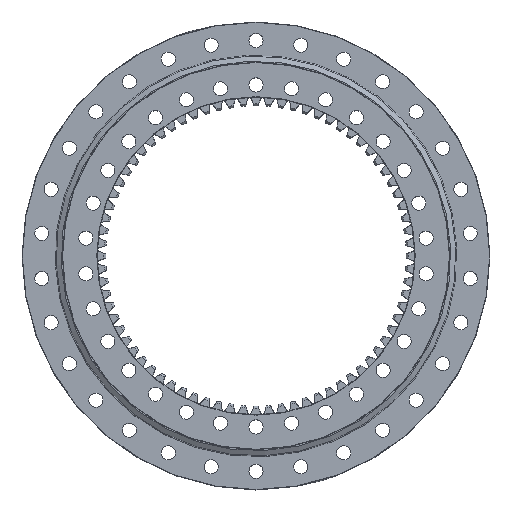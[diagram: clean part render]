
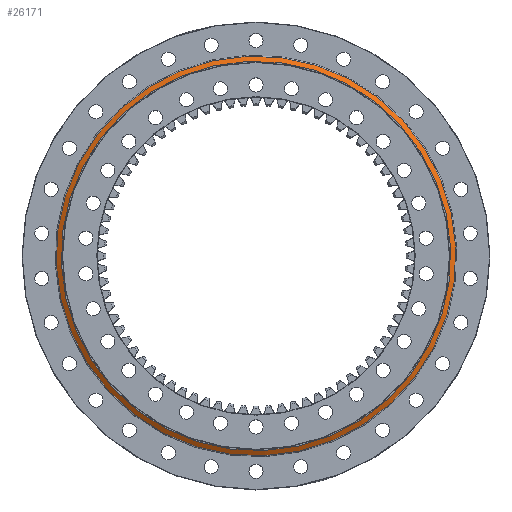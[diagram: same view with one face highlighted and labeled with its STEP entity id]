
A CAD part, top view. The second image highlights one B-rep face of the part: STEP entity #26171.
In plain terms, the highlighted conical face has half-angle 58.57 degrees and reference radius 289.25 mm.
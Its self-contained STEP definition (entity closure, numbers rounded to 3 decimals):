
#1129 = EDGE_CURVE ( 'NONE', #22145, #22145, #31841, .T. ) ;
#2503 = CARTESIAN_POINT ( 'NONE',  ( 282.25, -2.61, 0. ) ) ;
#3963 = DIRECTION ( 'NONE',  ( 0., 0., -1. ) ) ;
#4169 = AXIS2_PLACEMENT_3D ( 'NONE', #2503, #17077, #14677 ) ;
#6324 = CARTESIAN_POINT ( 'NONE',  ( 282.25, 2., 0. ) ) ;
#7726 = VERTEX_POINT ( 'NONE', #31124 ) ;
#10029 = CONICAL_SURFACE ( 'NONE', #31473, 289.25, 1.022 ) ;
#10606 = DIRECTION ( 'NONE',  ( 0., -1., 0. ) ) ;
#11989 = FACE_OUTER_BOUND ( 'NONE', #18783, .T. ) ;
#13806 = AXIS2_PLACEMENT_3D ( 'NONE', #17912, #10606, #22960 ) ;
#14450 = ORIENTED_EDGE ( 'NONE', *, *, #17053, .F. ) ;
#14677 = DIRECTION ( 'NONE',  ( 0., 0., -1. ) ) ;
#14892 = CARTESIAN_POINT ( 'NONE',  ( 282.25, 2., -289.25 ) ) ;
#17053 = EDGE_CURVE ( 'NONE', #7726, #7726, #19914, .T. ) ;
#17077 = DIRECTION ( 'NONE',  ( 0., -1., 0. ) ) ;
#17675 = ORIENTED_EDGE ( 'NONE', *, *, #1129, .T. ) ;
#17912 = CARTESIAN_POINT ( 'NONE',  ( 282.25, 2., 0. ) ) ;
#18783 = EDGE_LOOP ( 'NONE', ( #14450 ) ) ;
#19914 = CIRCLE ( 'NONE', #4169, 296.794 ) ;
#22145 = VERTEX_POINT ( 'NONE', #14892 ) ;
#22960 = DIRECTION ( 'NONE',  ( 0., 0., -1. ) ) ;
#23803 = DIRECTION ( 'NONE',  ( 0., -1., 0. ) ) ;
#25771 = EDGE_LOOP ( 'NONE', ( #17675 ) ) ;
#26171 = ADVANCED_FACE ( 'NONE', ( #11989, #26335 ), #10029, .T. ) ;
#26335 = FACE_BOUND ( 'NONE', #25771, .T. ) ;
#31124 = CARTESIAN_POINT ( 'NONE',  ( 282.25, -2.61, -296.794 ) ) ;
#31473 = AXIS2_PLACEMENT_3D ( 'NONE', #6324, #23803, #3963 ) ;
#31841 = CIRCLE ( 'NONE', #13806, 289.25 ) ;
